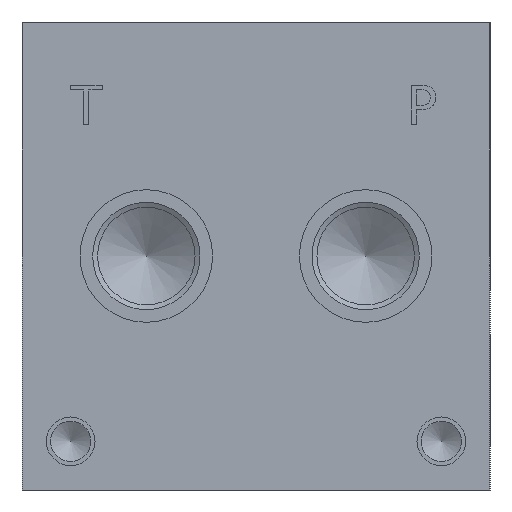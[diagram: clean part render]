
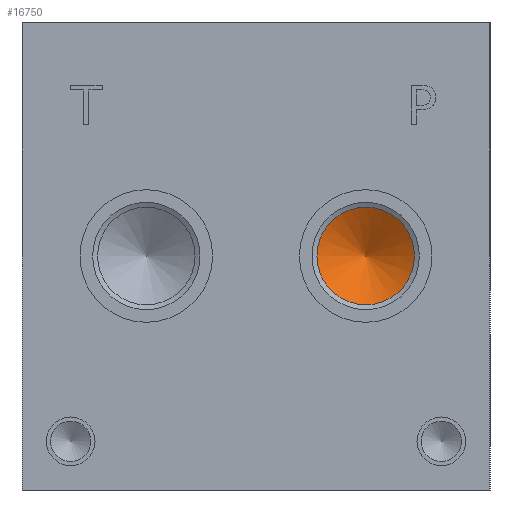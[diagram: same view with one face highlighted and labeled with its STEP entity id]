
A CAD part, left-side view. The second image highlights one B-rep face of the part: STEP entity #16750.
In plain terms, the highlighted conical face has half-angle 60 degrees and reference radius 3.969 mm.
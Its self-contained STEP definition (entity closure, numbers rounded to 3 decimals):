
#43=CONICAL_SURFACE('',#17606,3.969,1.047);
#397=CIRCLE('',#17607,7.938);
#398=CIRCLE('',#17608,7.938);
#2194=FACE_OUTER_BOUND('',#3169,.T.);
#3169=EDGE_LOOP('',(#14179,#14180,#14181,#14182));
#4730=LINE('',#28494,#6196);
#6196=VECTOR('',#20748,3.969);
#7654=VERTEX_POINT('',#28490);
#7655=VERTEX_POINT('',#28491);
#7656=VERTEX_POINT('',#28493);
#9916=EDGE_CURVE('',#7654,#7655,#397,.T.);
#9917=EDGE_CURVE('',#7655,#7656,#4730,.T.);
#9918=EDGE_CURVE('',#7655,#7654,#398,.T.);
#14179=ORIENTED_EDGE('',*,*,#9916,.T.);
#14180=ORIENTED_EDGE('',*,*,#9917,.T.);
#14181=ORIENTED_EDGE('',*,*,#9917,.F.);
#14182=ORIENTED_EDGE('',*,*,#9918,.T.);
#16750=ADVANCED_FACE('',(#2194),#43,.F.);
#17606=AXIS2_PLACEMENT_3D('',#28489,#20744,#20745);
#17607=AXIS2_PLACEMENT_3D('',#28492,#20746,#20747);
#17608=AXIS2_PLACEMENT_3D('',#28495,#20749,#20750);
#20744=DIRECTION('center_axis',(-1.,0.,0.));
#20745=DIRECTION('ref_axis',(0.,1.,0.));
#20746=DIRECTION('center_axis',(-1.,0.,0.));
#20747=DIRECTION('ref_axis',(0.,1.,0.));
#20748=DIRECTION('',(0.5,0.866,0.));
#20749=DIRECTION('center_axis',(-1.,0.,0.));
#20750=DIRECTION('ref_axis',(0.,1.,0.));
#28489=CARTESIAN_POINT('Origin',(34.041,20.244,38.1));
#28490=CARTESIAN_POINT('',(31.75,28.181,38.1));
#28491=CARTESIAN_POINT('',(31.75,12.306,38.1));
#28492=CARTESIAN_POINT('Origin',(31.75,20.244,38.1));
#28493=CARTESIAN_POINT('',(36.333,20.244,38.1));
#28494=CARTESIAN_POINT('',(34.041,16.275,38.1));
#28495=CARTESIAN_POINT('Origin',(31.75,20.244,38.1));
